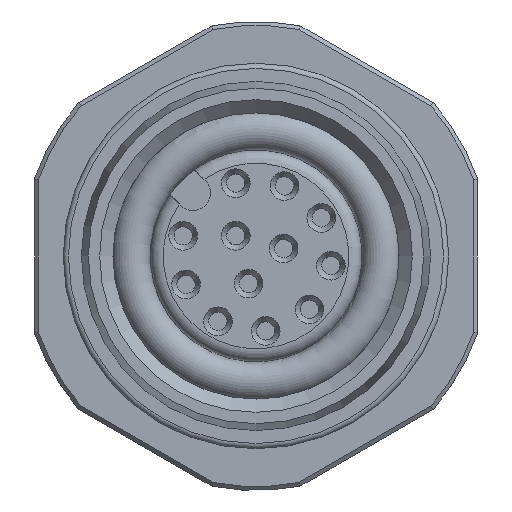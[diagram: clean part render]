
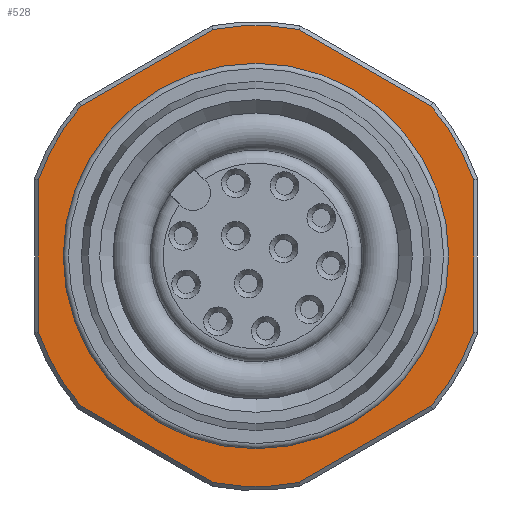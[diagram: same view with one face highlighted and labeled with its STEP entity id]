
A CAD part, front view. The second image highlights one B-rep face of the part: STEP entity #528.
In plain terms, the highlighted planar face has unit normal (0, -1, 0).
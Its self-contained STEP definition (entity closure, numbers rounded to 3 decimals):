
#239=FACE_BOUND('',#880,.T.);
#240=FACE_BOUND('',#881,.T.);
#528=ADVANCED_FACE('',(#239,#240),#724,.F.);
#724=PLANE('',#2651);
#880=EDGE_LOOP('',(#1410,#1411,#1412,#1413,#1414,#1415,#1416,#1417,#1418,
#1419,#1420,#1421));
#881=EDGE_LOOP('',(#1422));
#1232=LINE('',#3837,#1312);
#1233=LINE('',#3842,#1313);
#1234=LINE('',#3846,#1314);
#1235=LINE('',#3850,#1315);
#1236=LINE('',#3854,#1316);
#1237=LINE('',#3858,#1317);
#1312=VECTOR('',#3041,1.);
#1313=VECTOR('',#3044,1.);
#1314=VECTOR('',#3047,1.);
#1315=VECTOR('',#3050,1.);
#1316=VECTOR('',#3053,1.);
#1317=VECTOR('',#3056,1.);
#1410=ORIENTED_EDGE('',*,*,#2213,.T.);
#1411=ORIENTED_EDGE('',*,*,#2214,.T.);
#1412=ORIENTED_EDGE('',*,*,#2215,.T.);
#1413=ORIENTED_EDGE('',*,*,#2216,.T.);
#1414=ORIENTED_EDGE('',*,*,#2217,.T.);
#1415=ORIENTED_EDGE('',*,*,#2218,.T.);
#1416=ORIENTED_EDGE('',*,*,#2219,.T.);
#1417=ORIENTED_EDGE('',*,*,#2220,.T.);
#1418=ORIENTED_EDGE('',*,*,#2221,.T.);
#1419=ORIENTED_EDGE('',*,*,#2222,.T.);
#1420=ORIENTED_EDGE('',*,*,#2223,.T.);
#1421=ORIENTED_EDGE('',*,*,#2224,.T.);
#1422=ORIENTED_EDGE('',*,*,#2212,.T.);
#1972=VERTEX_POINT('',#3835);
#1973=VERTEX_POINT('',#3838);
#1974=VERTEX_POINT('',#3839);
#1975=VERTEX_POINT('',#3841);
#1976=VERTEX_POINT('',#3843);
#1977=VERTEX_POINT('',#3845);
#1978=VERTEX_POINT('',#3847);
#1979=VERTEX_POINT('',#3849);
#1980=VERTEX_POINT('',#3851);
#1981=VERTEX_POINT('',#3853);
#1982=VERTEX_POINT('',#3855);
#1983=VERTEX_POINT('',#3857);
#1984=VERTEX_POINT('',#3859);
#2212=EDGE_CURVE('',#1972,#1972,#2482,.T.);
#2213=EDGE_CURVE('',#1973,#1974,#1232,.T.);
#2214=EDGE_CURVE('',#1974,#1975,#2483,.T.);
#2215=EDGE_CURVE('',#1975,#1976,#1233,.T.);
#2216=EDGE_CURVE('',#1976,#1977,#2484,.T.);
#2217=EDGE_CURVE('',#1977,#1978,#1234,.T.);
#2218=EDGE_CURVE('',#1978,#1979,#2485,.T.);
#2219=EDGE_CURVE('',#1979,#1980,#1235,.T.);
#2220=EDGE_CURVE('',#1980,#1981,#2486,.T.);
#2221=EDGE_CURVE('',#1981,#1982,#1236,.T.);
#2222=EDGE_CURVE('',#1982,#1983,#2487,.T.);
#2223=EDGE_CURVE('',#1983,#1984,#1237,.T.);
#2224=EDGE_CURVE('',#1984,#1973,#2488,.T.);
#2482=CIRCLE('',#2643,7.4);
#2483=CIRCLE('',#2645,8.85);
#2484=CIRCLE('',#2646,8.85);
#2485=CIRCLE('',#2647,8.85);
#2486=CIRCLE('',#2648,8.85);
#2487=CIRCLE('',#2649,8.85);
#2488=CIRCLE('',#2650,8.85);
#2643=AXIS2_PLACEMENT_3D('',#3834,#3037,#3038);
#2645=AXIS2_PLACEMENT_3D('',#3840,#3042,#3043);
#2646=AXIS2_PLACEMENT_3D('',#3844,#3045,#3046);
#2647=AXIS2_PLACEMENT_3D('',#3848,#3048,#3049);
#2648=AXIS2_PLACEMENT_3D('',#3852,#3051,#3052);
#2649=AXIS2_PLACEMENT_3D('',#3856,#3054,#3055);
#2650=AXIS2_PLACEMENT_3D('',#3860,#3057,#3058);
#2651=AXIS2_PLACEMENT_3D('',#3861,#3059,#3060);
#3037=DIRECTION('',(0.,1.,0.));
#3038=DIRECTION('',(0.,0.,1.));
#3041=DIRECTION('',(0.866,0.,0.5));
#3042=DIRECTION('',(0.,-1.,0.));
#3043=DIRECTION('',(0.,0.,1.));
#3044=DIRECTION('',(0.,0.,1.));
#3045=DIRECTION('',(0.,-1.,0.));
#3046=DIRECTION('',(0.,0.,1.));
#3047=DIRECTION('',(-0.866,0.,0.5));
#3048=DIRECTION('',(0.,-1.,0.));
#3049=DIRECTION('',(0.,0.,1.));
#3050=DIRECTION('',(-0.866,0.,-0.5));
#3051=DIRECTION('',(0.,-1.,0.));
#3052=DIRECTION('',(0.,0.,1.));
#3053=DIRECTION('',(0.,0.,-1.));
#3054=DIRECTION('',(0.,-1.,0.));
#3055=DIRECTION('',(0.,0.,1.));
#3056=DIRECTION('',(0.866,0.,-0.5));
#3057=DIRECTION('',(0.,-1.,0.));
#3058=DIRECTION('',(0.,0.,1.));
#3059=DIRECTION('',(0.,1.,0.));
#3060=DIRECTION('',(0.,0.,-1.));
#3834=CARTESIAN_POINT('',(50.,60.7,0.));
#3835=CARTESIAN_POINT('',(50.,60.7,7.4));
#3837=CARTESIAN_POINT('',(59.725,60.7,-4.027));
#3838=CARTESIAN_POINT('',(51.635,60.7,-8.698));
#3839=CARTESIAN_POINT('',(56.715,60.7,-5.765));
#3840=CARTESIAN_POINT('',(50.,60.7,0.));
#3841=CARTESIAN_POINT('',(58.35,60.7,-2.933));
#3842=CARTESIAN_POINT('',(58.35,60.7,0.));
#3843=CARTESIAN_POINT('',(58.35,60.7,2.933));
#3844=CARTESIAN_POINT('',(50.,60.7,0.));
#3845=CARTESIAN_POINT('',(56.715,60.7,5.765));
#3846=CARTESIAN_POINT('',(59.725,60.7,4.027));
#3847=CARTESIAN_POINT('',(51.635,60.7,8.698));
#3848=CARTESIAN_POINT('',(50.,60.7,0.));
#3849=CARTESIAN_POINT('',(48.365,60.7,8.698));
#3850=CARTESIAN_POINT('',(51.375,60.7,10.436));
#3851=CARTESIAN_POINT('',(43.285,60.7,5.765));
#3852=CARTESIAN_POINT('',(50.,60.7,0.));
#3853=CARTESIAN_POINT('',(41.65,60.7,2.933));
#3854=CARTESIAN_POINT('',(41.65,60.7,0.));
#3855=CARTESIAN_POINT('',(41.65,60.7,-2.933));
#3856=CARTESIAN_POINT('',(50.,60.7,0.));
#3857=CARTESIAN_POINT('',(43.285,60.7,-5.765));
#3858=CARTESIAN_POINT('',(51.375,60.7,-10.436));
#3859=CARTESIAN_POINT('',(48.365,60.7,-8.698));
#3860=CARTESIAN_POINT('',(50.,60.7,0.));
#3861=CARTESIAN_POINT('',(57.4,60.7,0.));
